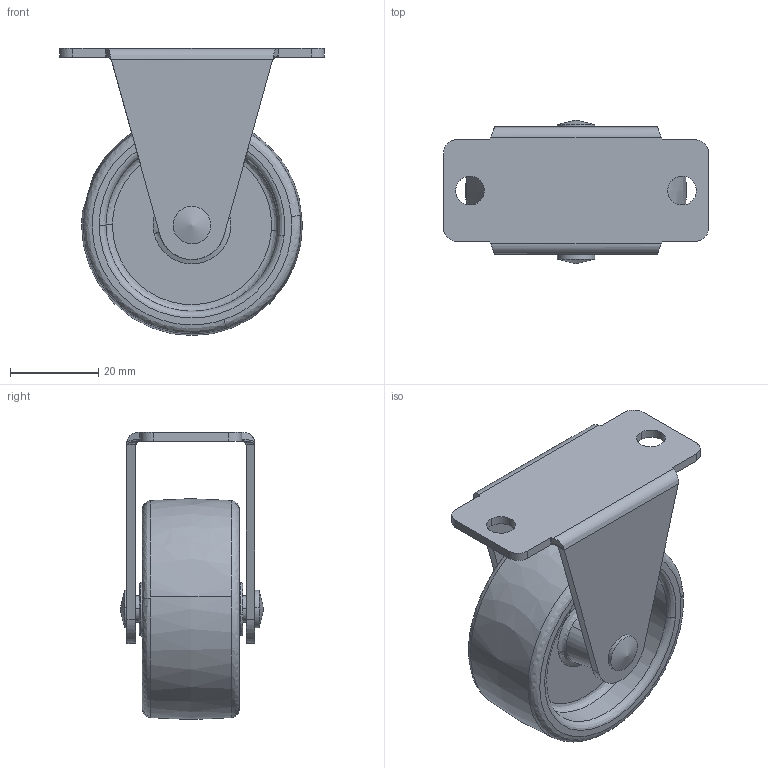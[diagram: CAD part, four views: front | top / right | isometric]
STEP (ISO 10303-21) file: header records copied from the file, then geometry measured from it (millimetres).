
FILE_DESCRIPTION((''),'2;1');
FILE_NAME('','2005-12-16T14:12:26',(''),(''),'','CADfix','');
FILE_SCHEMA(('AUTOMOTIVE_DESIGN'));
Length unit declared in the file: millimetre
Products named in the file (4): wheel; body; axle; No_603_N_14234_36
Assembly tree (3 placements, depth 2):
  No_603_N_14234_36
    wheel
    body
    axle
Bounding box: 60 x 32.5 x 65 mm (x, y, z)
Volume: 33265 mm3; surface area: 18299.8 mm2
Topology: 3 solids, 3 shells, 113 faces, 363 edges, 261 vertices
Faces by surface type: bspline 113
Entity records: 5052 total; most frequent: CARTESIAN_POINT 3087, ORIENTED_EDGE 724, EDGE_CURVE 362, VERTEX_POINT 261, EDGE_LOOP 129, FACE_OUTER_BOUND 113, ADVANCED_FACE 113, QUASI_UNIFORM_CURVE 89
